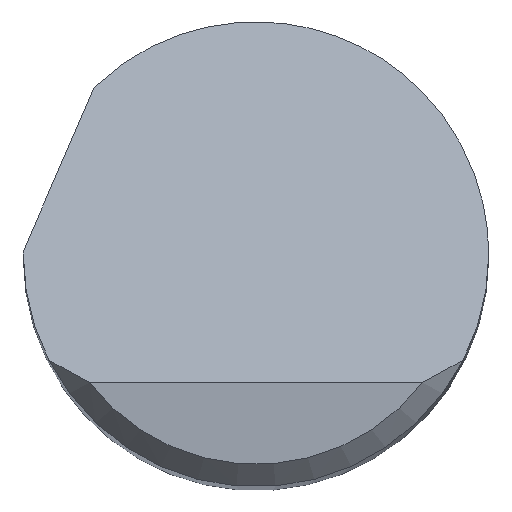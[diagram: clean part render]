
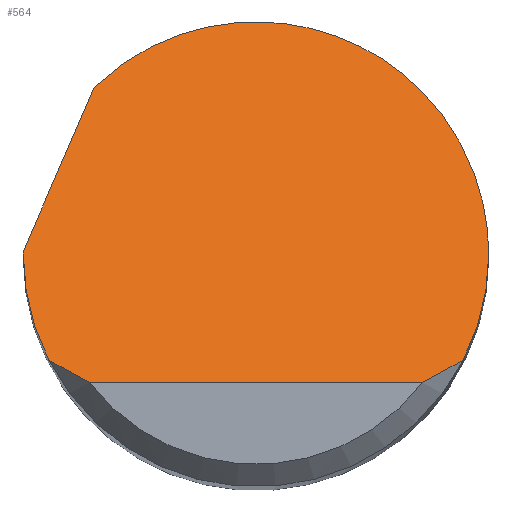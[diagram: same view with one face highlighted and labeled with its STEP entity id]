
A CAD part, top view. The second image highlights one B-rep face of the part: STEP entity #564.
In plain terms, the highlighted planar face has unit normal (0, 0.707, 0.707).
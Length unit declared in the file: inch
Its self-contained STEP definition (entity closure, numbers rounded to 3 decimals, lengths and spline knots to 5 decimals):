
#2 =( BOUNDED_CURVE ( )  B_SPLINE_CURVE ( 3, ( #152, #260, #439, #446 ),
 .UNSPECIFIED., .F., .F. ) 
 B_SPLINE_CURVE_WITH_KNOTS ( ( 4, 4 ),
 ( 1.5708, 2.04429 ),
 .UNSPECIFIED. ) 
 CURVE ( )  GEOMETRIC_REPRESENTATION_ITEM ( )  RATIONAL_B_SPLINE_CURVE ( ( 1., 0.981, 0.981, 1. ) ) 
 REPRESENTATION_ITEM ( '' )  );
#17 = FACE_OUTER_BOUND ( 'NONE', #603, .T. ) ;
#49 = CARTESIAN_POINT ( 'NONE',  ( -0.13906, -0.07125, 1.985 ) ) ;
#61 = ORIENTED_EDGE ( 'NONE', *, *, #222, .T. ) ;
#73 = EDGE_CURVE ( 'NONE', #92, #198, #569, .T. ) ;
#82 = ORIENTED_EDGE ( 'NONE', *, *, #73, .F. ) ;
#83 = CARTESIAN_POINT ( 'NONE',  ( 0.11186, -0.08625, 2. ) ) ;
#92 = VERTEX_POINT ( 'NONE', #400 ) ;
#93 = DIRECTION ( 'NONE',  ( 0.292, 0.676, -0.676 ) ) ;
#97 = CARTESIAN_POINT ( 'NONE',  ( -0.15625, 0., 1.91375 ) ) ;
#106 = CARTESIAN_POINT ( 'NONE',  ( -0.13906, -0.07125, 1.985 ) ) ;
#120 = VERTEX_POINT ( 'NONE', #289 ) ;
#128 = AXIS2_PLACEMENT_3D ( 'NONE', #582, #320, #138 ) ;
#131 = ORIENTED_EDGE ( 'NONE', *, *, #585, .T. ) ;
#134 =( BOUNDED_CURVE ( )  B_SPLINE_CURVE ( 3, ( #640, #360, #202, #431 ),
 .UNSPECIFIED., .F., .F. ) 
 B_SPLINE_CURVE_WITH_KNOTS ( ( 4, 4 ),
 ( 4.23889, 4.71239 ),
 .UNSPECIFIED. ) 
 CURVE ( )  GEOMETRIC_REPRESENTATION_ITEM ( )  RATIONAL_B_SPLINE_CURVE ( ( 1., 0.981, 0.981, 1. ) ) 
 REPRESENTATION_ITEM ( '' )  );
#137 = VERTEX_POINT ( 'NONE', #106 ) ;
#138 = DIRECTION ( 'NONE',  ( 0., 0.707, -0.707 ) ) ;
#152 = CARTESIAN_POINT ( 'NONE',  ( 0.15625, 0., 1.91375 ) ) ;
#162 = CARTESIAN_POINT ( 'NONE',  ( 0.15625, 0.1616, 1.75215 ) ) ;
#178 = ORIENTED_EDGE ( 'NONE', *, *, #541, .F. ) ;
#179 = B_SPLINE_CURVE_WITH_KNOTS ( 'NONE', 3,
 ( #83, #600, #443, #596 ),
 .UNSPECIFIED., .F., .F.,
 ( 4, 4 ),
 ( 0., 0.00088 ),
 .UNSPECIFIED. ) ;
#181 = DIRECTION ( 'NONE',  ( 1., 0., 0. ) ) ;
#198 = VERTEX_POINT ( 'NONE', #749 ) ;
#200 = CARTESIAN_POINT ( 'NONE',  ( -0.19107, -0.07874, 1.99249 ) ) ;
#202 = CARTESIAN_POINT ( 'NONE',  ( -0.15625, -0.02489, 1.93864 ) ) ;
#206 = VERTEX_POINT ( 'NONE', #395 ) ;
#211 = CARTESIAN_POINT ( 'NONE',  ( -0.15624, 0.002, 1.91175 ) ) ;
#222 = EDGE_CURVE ( 'NONE', #137, #469, #560, .T. ) ;
#225 = CARTESIAN_POINT ( 'NONE',  ( 0.00746, 0.22466, 1.68909 ) ) ;
#254 = PLANE ( 'NONE',  #128 ) ;
#260 = CARTESIAN_POINT ( 'NONE',  ( 0.15625, -0.02489, 1.93864 ) ) ;
#289 = CARTESIAN_POINT ( 'NONE',  ( 0.13906, -0.07125, 1.985 ) ) ;
#296 = ORIENTED_EDGE ( 'NONE', *, *, #363, .T. ) ;
#298 =( BOUNDED_CURVE ( )  B_SPLINE_CURVE ( 3, ( #97, #607, #676, #211 ),
 .UNSPECIFIED., .F., .F. ) 
 B_SPLINE_CURVE_WITH_KNOTS ( ( 4, 4 ),
 ( 4.71239, 4.72519 ),
 .UNSPECIFIED. ) 
 CURVE ( )  GEOMETRIC_REPRESENTATION_ITEM ( )  RATIONAL_B_SPLINE_CURVE ( ( 1., 1., 1., 1. ) ) 
 REPRESENTATION_ITEM ( '' )  );
#304 = LINE ( 'NONE', #525, #362 ) ;
#320 = DIRECTION ( 'NONE',  ( 0., -0.707, -0.707 ) ) ;
#334 = CARTESIAN_POINT ( 'NONE',  ( -0.15625, 0., 1.91375 ) ) ;
#360 = CARTESIAN_POINT ( 'NONE',  ( -0.15041, -0.04909, 1.96284 ) ) ;
#362 = VECTOR ( 'NONE', #181, 39.37008 ) ;
#363 = EDGE_CURVE ( 'NONE', #206, #120, #179, .T. ) ;
#395 = CARTESIAN_POINT ( 'NONE',  ( 0.11186, -0.08625, 2. ) ) ;
#398 = VERTEX_POINT ( 'NONE', #334 ) ;
#400 = CARTESIAN_POINT ( 'NONE',  ( -0.10866, 0.11228, 1.80147 ) ) ;
#403 = EDGE_CURVE ( 'NONE', #198, #120, #2, .T. ) ;
#416 = CARTESIAN_POINT ( 'NONE',  ( -0.11186, -0.08625, 2. ) ) ;
#431 = CARTESIAN_POINT ( 'NONE',  ( -0.15625, 0., 1.91375 ) ) ;
#439 = CARTESIAN_POINT ( 'NONE',  ( 0.15041, -0.04909, 1.96284 ) ) ;
#443 = CARTESIAN_POINT ( 'NONE',  ( 0.13035, -0.07657, 1.99032 ) ) ;
#446 = CARTESIAN_POINT ( 'NONE',  ( 0.13906, -0.07125, 1.985 ) ) ;
#448 = EDGE_CURVE ( 'NONE', #471, #92, #710, .T. ) ;
#454 = CARTESIAN_POINT ( 'NONE',  ( -0.11186, -0.08625, 2. ) ) ;
#469 = VERTEX_POINT ( 'NONE', #454 ) ;
#471 = VERTEX_POINT ( 'NONE', #617 ) ;
#505 = CARTESIAN_POINT ( 'NONE',  ( 0.15625, 0., 1.91375 ) ) ;
#507 = CARTESIAN_POINT ( 'NONE',  ( -0.13035, -0.07657, 1.99032 ) ) ;
#525 = CARTESIAN_POINT ( 'NONE',  ( 0., -0.08625, 2. ) ) ;
#533 = VECTOR ( 'NONE', #93, 39.37008 ) ;
#541 = EDGE_CURVE ( 'NONE', #137, #398, #134, .T. ) ;
#556 = CARTESIAN_POINT ( 'NONE',  ( -0.10866, 0.11228, 1.80147 ) ) ;
#560 = B_SPLINE_CURVE_WITH_KNOTS ( 'NONE', 3,
 ( #49, #507, #735, #416 ),
 .UNSPECIFIED., .F., .F.,
 ( 4, 4 ),
 ( 0., 0.00088 ),
 .UNSPECIFIED. ) ;
#564 = ADVANCED_FACE ( 'NONE', ( #17 ), #254, .F. ) ;
#569 =( BOUNDED_CURVE ( )  B_SPLINE_CURVE ( 3, ( #556, #225, #162, #505 ),
 .UNSPECIFIED., .F., .F. ) 
 B_SPLINE_CURVE_WITH_KNOTS ( ( 4, 4 ),
 ( 5.51413, 7.85398 ),
 .UNSPECIFIED. ) 
 CURVE ( )  GEOMETRIC_REPRESENTATION_ITEM ( )  RATIONAL_B_SPLINE_CURVE ( ( 1., 0.593, 0.593, 1. ) ) 
 REPRESENTATION_ITEM ( '' )  );
#575 = ORIENTED_EDGE ( 'NONE', *, *, #624, .F. ) ;
#582 = CARTESIAN_POINT ( 'NONE',  ( -0.15625, -0.08625, 2. ) ) ;
#585 = EDGE_CURVE ( 'NONE', #469, #206, #304, .T. ) ;
#596 = CARTESIAN_POINT ( 'NONE',  ( 0.13906, -0.07125, 1.985 ) ) ;
#600 = CARTESIAN_POINT ( 'NONE',  ( 0.12131, -0.0816, 1.99535 ) ) ;
#603 = EDGE_LOOP ( 'NONE', ( #131, #296, #655, #82, #657, #575, #178, #61 ) ) ;
#607 = CARTESIAN_POINT ( 'NONE',  ( -0.15625, 0.00067, 1.91308 ) ) ;
#617 = CARTESIAN_POINT ( 'NONE',  ( -0.15624, 0.002, 1.91175 ) ) ;
#624 = EDGE_CURVE ( 'NONE', #398, #471, #298, .T. ) ;
#640 = CARTESIAN_POINT ( 'NONE',  ( -0.13906, -0.07125, 1.985 ) ) ;
#655 = ORIENTED_EDGE ( 'NONE', *, *, #403, .F. ) ;
#657 = ORIENTED_EDGE ( 'NONE', *, *, #448, .F. ) ;
#676 = CARTESIAN_POINT ( 'NONE',  ( -0.15625, 0.00133, 1.91242 ) ) ;
#710 = LINE ( 'NONE', #200, #533 ) ;
#735 = CARTESIAN_POINT ( 'NONE',  ( -0.12131, -0.0816, 1.99535 ) ) ;
#749 = CARTESIAN_POINT ( 'NONE',  ( 0.15625, 0., 1.91375 ) ) ;
